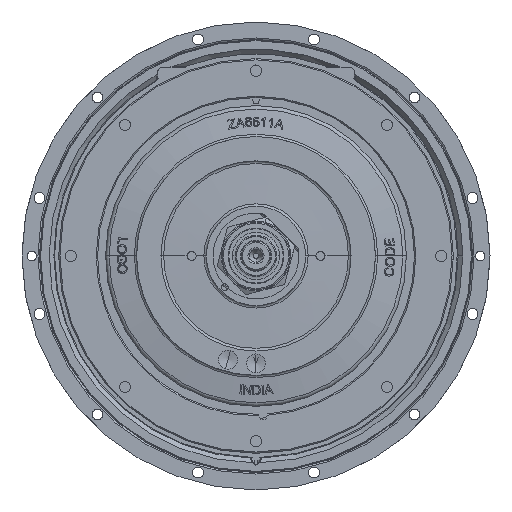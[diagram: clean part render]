
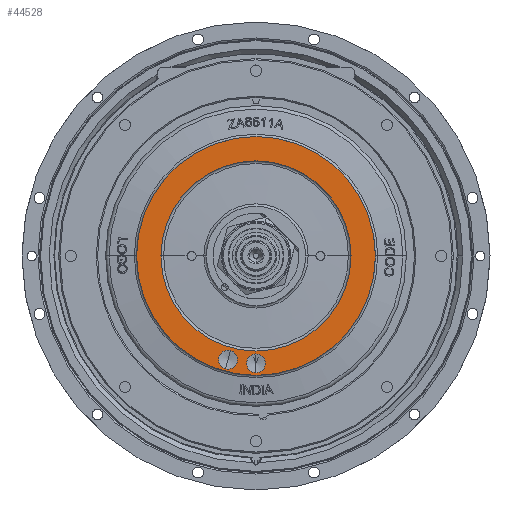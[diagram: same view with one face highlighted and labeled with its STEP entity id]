
A CAD part, top view. The second image highlights one B-rep face of the part: STEP entity #44528.
In plain terms, the highlighted planar face has unit normal (0, 0, 1).
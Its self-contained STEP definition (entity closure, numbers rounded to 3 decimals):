
#1355 = VERTEX_POINT ( 'NONE', #12324 ) ;
#1922 = EDGE_LOOP ( 'NONE', ( #42534, #45597 ) ) ;
#1935 = DIRECTION ( 'NONE',  ( 0., 0., -1. ) ) ;
#2197 = CARTESIAN_POINT ( 'NONE',  ( -33.049, -122.624, 34.375 ) ) ;
#3883 = DIRECTION ( 'NONE',  ( 0., 0., -1. ) ) ;
#3924 = EDGE_CURVE ( 'NONE', #8764, #31089, #16415, .T. ) ;
#4420 = CIRCLE ( 'NONE', #51381, 141.222 ) ;
#4810 = CARTESIAN_POINT ( 'NONE',  ( -30.157, -111.895, 34.375 ) ) ;
#6548 = ORIENTED_EDGE ( 'NONE', *, *, #3924, .T. ) ;
#7006 = CARTESIAN_POINT ( 'NONE',  ( 0., -127., 34.375 ) ) ;
#7972 = CIRCLE ( 'NONE', #40479, 11.113 ) ;
#8764 = VERTEX_POINT ( 'NONE', #41697 ) ;
#9083 = ORIENTED_EDGE ( 'NONE', *, *, #14719, .T. ) ;
#9469 = ORIENTED_EDGE ( 'NONE', *, *, #39749, .T. ) ;
#10175 = VERTEX_POINT ( 'NONE', #37317 ) ;
#12324 = CARTESIAN_POINT ( 'NONE',  ( 141.222, 0., 34.375 ) ) ;
#13959 = EDGE_CURVE ( 'NONE', #51394, #51572, #24000, .T. ) ;
#14719 = EDGE_CURVE ( 'NONE', #10175, #43944, #42666, .T. ) ;
#14817 = FACE_BOUND ( 'NONE', #26150, .T. ) ;
#16415 = CIRCLE ( 'NONE', #41433, 112.392 ) ;
#17053 = ORIENTED_EDGE ( 'NONE', *, *, #24286, .T. ) ;
#17330 = DIRECTION ( 'NONE',  ( 0., 0., -1. ) ) ;
#17705 = EDGE_CURVE ( 'NONE', #51572, #51394, #21727, .T. ) ;
#18115 = CARTESIAN_POINT ( 'NONE',  ( 0., 0., 34.375 ) ) ;
#18431 = CARTESIAN_POINT ( 'NONE',  ( 0., 0., 34.375 ) ) ;
#18492 = DIRECTION ( 'NONE',  ( 1., 0., 0. ) ) ;
#18756 = DIRECTION ( 'NONE',  ( 0., 1., 0. ) ) ;
#19373 = CARTESIAN_POINT ( 'NONE',  ( 0., 0., 34.375 ) ) ;
#20573 = DIRECTION ( 'NONE',  ( 0., 1., 0. ) ) ;
#21727 = CIRCLE ( 'NONE', #30374, 11.113 ) ;
#21766 = FACE_BOUND ( 'NONE', #44886, .T. ) ;
#22366 = EDGE_LOOP ( 'NONE', ( #9469, #9083 ) ) ;
#23861 = CARTESIAN_POINT ( 'NONE',  ( 0., -138.113, 34.375 ) ) ;
#24000 = CIRCLE ( 'NONE', #26449, 11.113 ) ;
#24286 = EDGE_CURVE ( 'NONE', #31089, #8764, #33052, .T. ) ;
#26014 = CARTESIAN_POINT ( 'NONE',  ( 0., 0., 34.375 ) ) ;
#26150 = EDGE_LOOP ( 'NONE', ( #6548, #17053 ) ) ;
#26386 = CARTESIAN_POINT ( 'NONE',  ( 0., 0., 34.375 ) ) ;
#26449 = AXIS2_PLACEMENT_3D ( 'NONE', #27924, #3883, #20573 ) ;
#27924 = CARTESIAN_POINT ( 'NONE',  ( 0., -127., 34.375 ) ) ;
#28650 = VERTEX_POINT ( 'NONE', #43317 ) ;
#29791 = DIRECTION ( 'NONE',  ( 0.26, 0.966, 0. ) ) ;
#30374 = AXIS2_PLACEMENT_3D ( 'NONE', #7006, #43310, #18756 ) ;
#31089 = VERTEX_POINT ( 'NONE', #47553 ) ;
#33052 = CIRCLE ( 'NONE', #41385, 112.392 ) ;
#33703 = DIRECTION ( 'NONE',  ( 1., 0., 0. ) ) ;
#33707 = DIRECTION ( 'NONE',  ( 1., 0., 0. ) ) ;
#35320 = DIRECTION ( 'NONE',  ( 1., 0., 0. ) ) ;
#36429 = EDGE_CURVE ( 'NONE', #28650, #1355, #4420, .T. ) ;
#37317 = CARTESIAN_POINT ( 'NONE',  ( -35.941, -133.354, 34.375 ) ) ;
#37900 = DIRECTION ( 'NONE',  ( 0., 0., -1. ) ) ;
#37994 = DIRECTION ( 'NONE',  ( 0.26, 0.966, 0. ) ) ;
#38063 = PLANE ( 'NONE',  #44081 ) ;
#38561 = AXIS2_PLACEMENT_3D ( 'NONE', #2197, #49733, #29791 ) ;
#38783 = ORIENTED_EDGE ( 'NONE', *, *, #17705, .T. ) ;
#39476 = AXIS2_PLACEMENT_3D ( 'NONE', #19373, #47928, #35320 ) ;
#39749 = EDGE_CURVE ( 'NONE', #43944, #10175, #7972, .T. ) ;
#40440 = ORIENTED_EDGE ( 'NONE', *, *, #13959, .T. ) ;
#40479 = AXIS2_PLACEMENT_3D ( 'NONE', #45742, #17330, #37994 ) ;
#40946 = EDGE_CURVE ( 'NONE', #1355, #28650, #47369, .T. ) ;
#41385 = AXIS2_PLACEMENT_3D ( 'NONE', #26014, #1935, #33707 ) ;
#41433 = AXIS2_PLACEMENT_3D ( 'NONE', #18115, #37900, #33703 ) ;
#41697 = CARTESIAN_POINT ( 'NONE',  ( 112.392, 0., 34.375 ) ) ;
#42491 = FACE_OUTER_BOUND ( 'NONE', #1922, .T. ) ;
#42534 = ORIENTED_EDGE ( 'NONE', *, *, #36429, .T. ) ;
#42666 = CIRCLE ( 'NONE', #38561, 11.113 ) ;
#43310 = DIRECTION ( 'NONE',  ( 0., 0., -1. ) ) ;
#43317 = CARTESIAN_POINT ( 'NONE',  ( -141.222, 0., 34.375 ) ) ;
#43944 = VERTEX_POINT ( 'NONE', #4810 ) ;
#44081 = AXIS2_PLACEMENT_3D ( 'NONE', #18431, #50129, #46820 ) ;
#44528 = ADVANCED_FACE ( 'NONE', ( #46230, #21766, #14817, #42491 ), #38063, .T. ) ;
#44886 = EDGE_LOOP ( 'NONE', ( #40440, #38783 ) ) ;
#45597 = ORIENTED_EDGE ( 'NONE', *, *, #40946, .T. ) ;
#45742 = CARTESIAN_POINT ( 'NONE',  ( -33.049, -122.624, 34.375 ) ) ;
#46185 = DIRECTION ( 'NONE',  ( 0., 0., 1. ) ) ;
#46230 = FACE_BOUND ( 'NONE', #22366, .T. ) ;
#46820 = DIRECTION ( 'NONE',  ( 1., 0., 0. ) ) ;
#47369 = CIRCLE ( 'NONE', #39476, 141.222 ) ;
#47553 = CARTESIAN_POINT ( 'NONE',  ( -112.392, 0., 34.375 ) ) ;
#47928 = DIRECTION ( 'NONE',  ( 0., 0., 1. ) ) ;
#49733 = DIRECTION ( 'NONE',  ( 0., 0., -1. ) ) ;
#50129 = DIRECTION ( 'NONE',  ( 0., 0., 1. ) ) ;
#51173 = CARTESIAN_POINT ( 'NONE',  ( 0., -115.888, 34.375 ) ) ;
#51381 = AXIS2_PLACEMENT_3D ( 'NONE', #26386, #46185, #18492 ) ;
#51394 = VERTEX_POINT ( 'NONE', #51173 ) ;
#51572 = VERTEX_POINT ( 'NONE', #23861 ) ;
